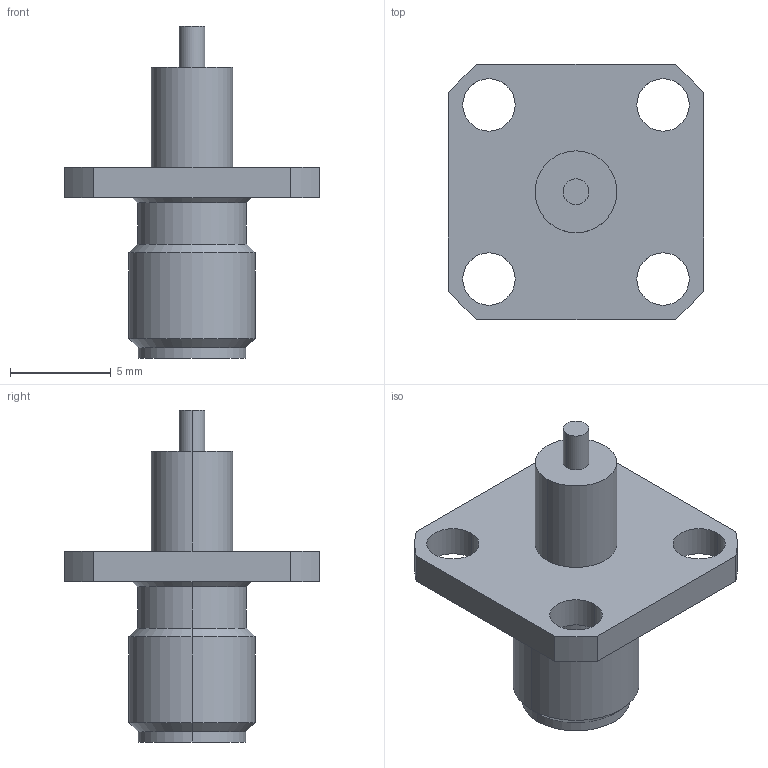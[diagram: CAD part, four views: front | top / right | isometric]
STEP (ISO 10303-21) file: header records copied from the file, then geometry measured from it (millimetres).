
FILE_DESCRIPTION (( 'STEP AP203' ), '1' );
FILE_NAME ('R125.415.191B.STEP', '2014-09-08T11:41:20', ( 'adminradiall' ), ( 'Microsoft' ), 'SwSTEP 2.0', 'SolidWorks 2014', '' );
FILE_SCHEMA (( 'CONFIG_CONTROL_DESIGN' ));
Length unit declared in the file: millimetre
Products named in the file (1): R125.415.191B
Bounding box: 12.7 x 12.7 x 16.48 mm (x, y, z)
Volume: 461.2 mm3; surface area: 645.1 mm2
Topology: 1 solids, 1 shells, 42 faces, 96 edges, 60 vertices
Faces by surface type: cylinder 24, plane 10, cone 8
Entity records: 1289 total; most frequent: DIRECTION 234, CARTESIAN_POINT 199, ORIENTED_EDGE 192, EDGE_CURVE 96, AXIS2_PLACEMENT_3D 95, VERTEX_POINT 60, EDGE_LOOP 54, CIRCLE 52
